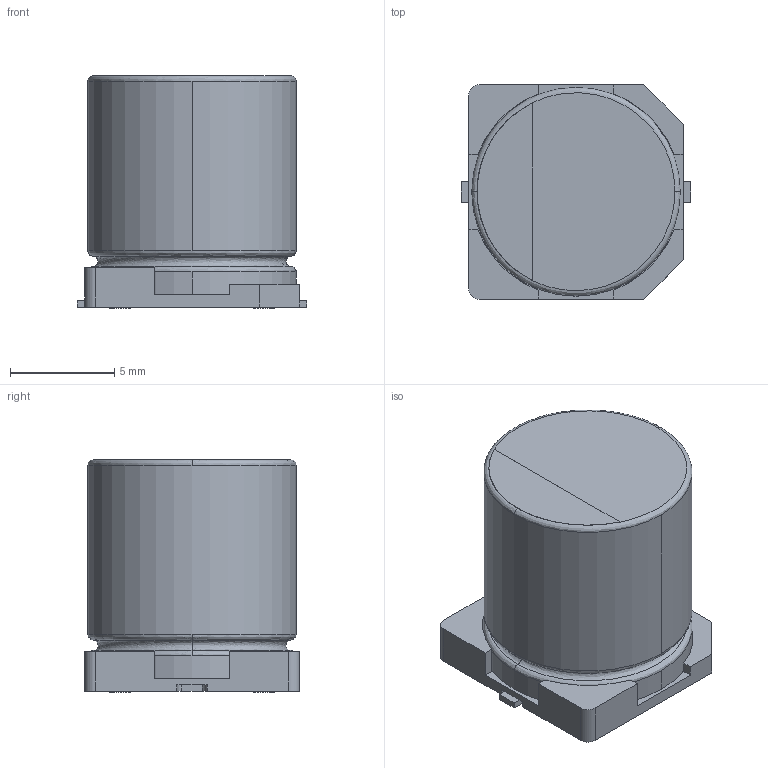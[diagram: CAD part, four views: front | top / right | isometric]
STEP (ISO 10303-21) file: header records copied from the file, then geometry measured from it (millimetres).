
FILE_DESCRIPTION (( 'STEP AP214' ), '1' );
FILE_NAME ('User Library-SMD Polymer Aluminum Electrolytic Capacitors F12.STEP', '2014-09-23T23:13:35', ( 'Windows User' ), ( '' ), 'SwSTEP 2.0', 'SolidWorks 2014', '' );
FILE_SCHEMA (( 'AUTOMOTIVE_DESIGN' ));
Length unit declared in the file: millimetre
Products named in the file (1): User Library-SMD Polymer Aluminum Electrolytic Capacitors F12
Bounding box: 11 x 10.3 x 11.15 mm (x, y, z)
Volume: 895.2 mm3; surface area: 628.5 mm2
Topology: 1 solids, 1 shells, 82 faces, 211 edges, 136 vertices
Faces by surface type: plane 49, cylinder 25, bspline 8
Entity records: 3524 total; most frequent: CARTESIAN_POINT 556, DIRECTION 436, ORIENTED_EDGE 422, EDGE_CURVE 211, AXIS2_PLACEMENT_3D 152, VERTEX_POINT 136, LINE 132, VECTOR 132
